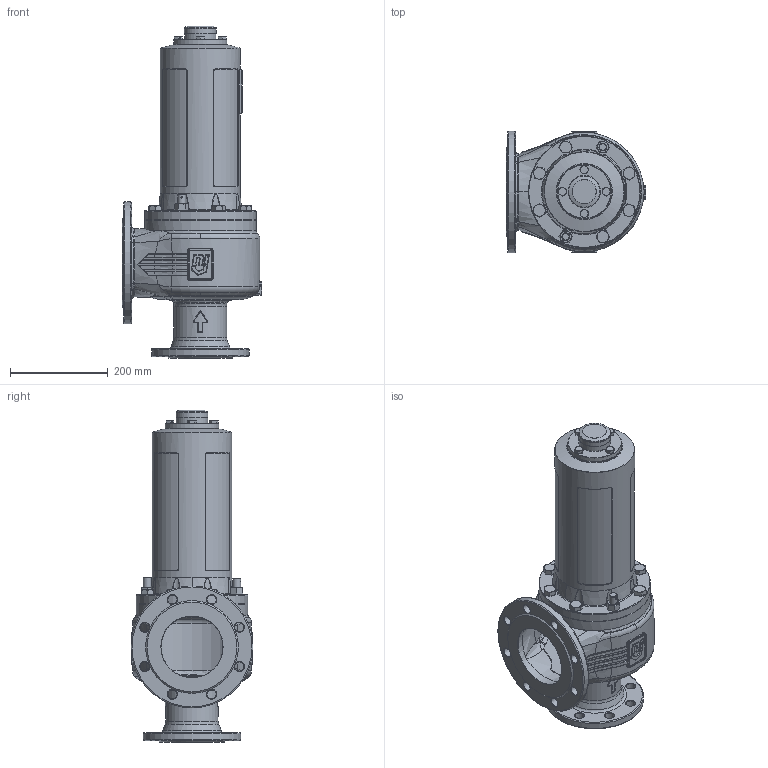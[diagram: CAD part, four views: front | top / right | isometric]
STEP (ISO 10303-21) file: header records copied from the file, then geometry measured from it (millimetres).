
FILE_DESCRIPTION(('HOOPS Exchange Step'),'2;1');
FILE_NAME('SF0600_DN80_80-125.stp','2025-06-27T13:17:21+02:00',('nieru'),('Unknown organisation'),'HOOPS Exchange 2024.2','HOOPS Exchange','Unknown authorisation');
FILE_SCHEMA( ('AP203_CONFIGURATION_CONTROLLED_3D_DESIGN_OF_MECHANICAL_PARTS_AND_ASSEMBLIES_MIM_LF') );
Length unit declared in the file: millimetre
Products named in the file (2): 0; root
Assembly tree (1 placements, depth 2):
  root
    0
Bounding box: 286 x 250 x 681 mm (x, y, z)
Volume: 11286515.3 mm3; surface area: 882454.7 mm2
Topology: 19 solids, 19 shells, 1342 faces, 3316 edges, 1990 vertices
Faces by surface type: bspline 479, cylinder 293, plane 278, torus 168, cone 123, sphere 1
Full cylindrical faces by diameter (mm): 2 x2, 3 x1, 13.835 x2, 14.63 x4, 16 x2, 19 x16, 22.49 x6, 62.8 x1, 65 x3, 81.501 x1, 82 x1, 100.536 x1, 108 x1, 110 x1, 150 x1, 164 x1, 200 x1, 229 x2, 250 x1
Entity records: 117328 total; most frequent: CARTESIAN_POINT 88737, ORIENTED_EDGE 6476, DIRECTION 4876, EDGE_CURVE 3238, AXIS2_PLACEMENT_3D 2022, VERTEX_POINT 1990, EDGE_LOOP 1444, FACE_BOUND 1444
